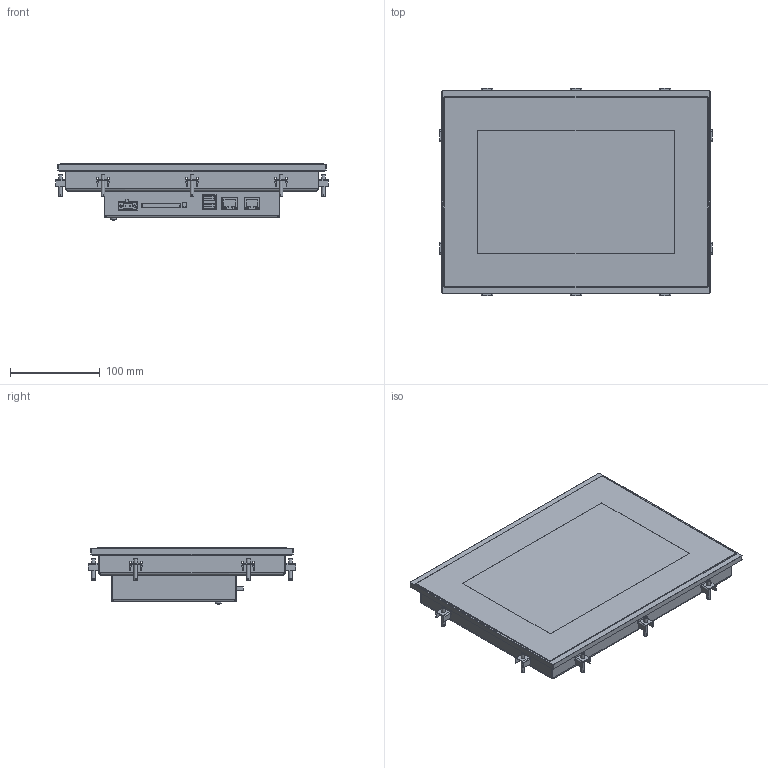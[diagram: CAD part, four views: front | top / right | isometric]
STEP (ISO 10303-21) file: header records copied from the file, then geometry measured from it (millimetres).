
FILE_DESCRIPTION(/* description */ (''),/* implementation_level */ '2;1');
FILE_NAME(/* name */ 'OT1210WM_BE1_214.stp',/* time_stamp */ '2022-12-06T16:17:44+01:00',/* author */ ('mash'),/* organization */ ('2020 Bachmann electronic GmbH'),/* preprocessor_version */ 'ST-DEVELOPER v18.1',/* originating_system */ 'Autodesk Inventor 2022',/* authorisation */ '-');
FILE_SCHEMA (('AUTOMOTIVE_DESIGN { 1 0 10303 214 3 1 1 }'));
Length unit declared in the file: millimetre
Products named in the file (1): OT1210WM
Bounding box: 303.2 x 230.2 x 62.4 mm (x, y, z)
Volume: 542994.3 mm3; surface area: 526160.1 mm2
Topology: 16 solids, 16 shells, 1351 faces, 3481 edges, 2268 vertices
Faces by surface type: plane 1000, bspline 157, cylinder 156, cone 33, torus 4, sphere 1
Full cylindrical faces by diameter (mm): 1 x2, 2.5 x2, 3 x4, 4 x22
Entity records: 42578 total; most frequent: CARTESIAN_POINT 8828, ORIENTED_EDGE 6962, DIRECTION 5913, EDGE_CURVE 3481, LINE 2801, VECTOR 2801, VERTEX_POINT 2268, AXIS2_PLACEMENT_3D 1556
